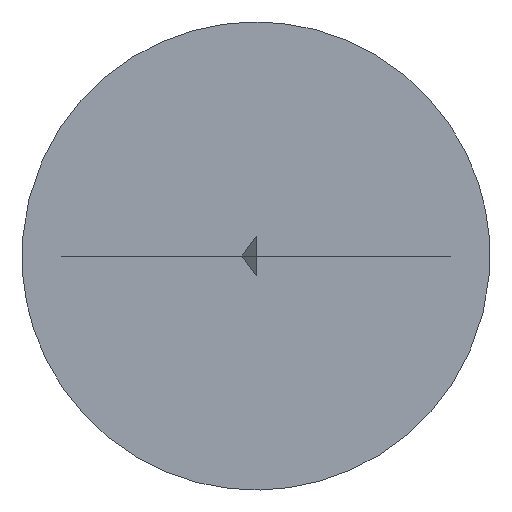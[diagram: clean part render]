
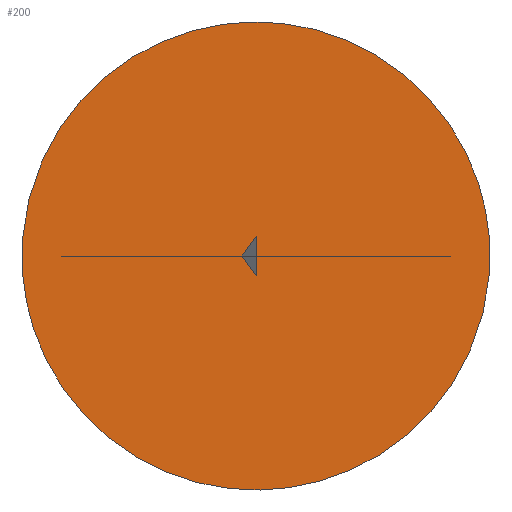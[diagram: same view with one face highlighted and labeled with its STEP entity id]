
A CAD part, front view. The second image highlights one B-rep face of the part: STEP entity #200.
In plain terms, the highlighted free-form (B-spline) face has degree [1, 1] with [2, 2] control points.
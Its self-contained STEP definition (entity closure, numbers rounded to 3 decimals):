
#200=ADVANCED_FACE('',(#303),#1331,.T.);
#303=FACE_OUTER_BOUND('',#406,.T.);
#406=EDGE_LOOP('',(#509,#510));
#509=ORIENTED_EDGE('',*,*,#915,.T.);
#510=ORIENTED_EDGE('',*,*,#919,.T.);
#915=EDGE_CURVE('',#1121,#1123,#1428,.T.);
#919=EDGE_CURVE('',#1123,#1121,#1430,.T.);
#1121=VERTEX_POINT('',#1747);
#1123=VERTEX_POINT('',#1749);
#1331=B_SPLINE_SURFACE_WITH_KNOTS('',1,1,((#1723,#1724),(#1725,#1726)),.UNSPECIFIED.,
.F.,.F.,.F.,(2,2),(2,2),(-1.063,91.063),(-49.863,
42.263),.UNSPECIFIED.);
#1428=(
BOUNDED_CURVE()
B_SPLINE_CURVE(2,(#1699,#1700,#1701,#1702,#1703),.UNSPECIFIED.,.F.,.F.)
B_SPLINE_CURVE_WITH_KNOTS((3,2,3),(0.,8.25,16.5),.UNSPECIFIED.)
CURVE()
GEOMETRIC_REPRESENTATION_ITEM()
RATIONAL_B_SPLINE_CURVE((1.,0.707,1.,0.707,1.))
REPRESENTATION_ITEM('')
);
#1430=(
BOUNDED_CURVE()
B_SPLINE_CURVE(2,(#1713,#1714,#1715,#1716,#1717),.UNSPECIFIED.,.F.,.F.)
B_SPLINE_CURVE_WITH_KNOTS((3,2,3),(16.5,24.75,33.),.UNSPECIFIED.)
CURVE()
GEOMETRIC_REPRESENTATION_ITEM()
RATIONAL_B_SPLINE_CURVE((1.,0.707,1.,0.707,1.))
REPRESENTATION_ITEM('')
);
#1699=CARTESIAN_POINT('',(22527.772,2640.339,-3.8));
#1700=CARTESIAN_POINT('',(22523.972,2640.339,41.2));
#1701=CARTESIAN_POINT('',(22568.972,2640.339,45.));
#1702=CARTESIAN_POINT('',(22613.972,2640.339,48.8));
#1703=CARTESIAN_POINT('',(22617.772,2640.339,3.8));
#1713=CARTESIAN_POINT('',(22617.772,2640.339,3.8));
#1714=CARTESIAN_POINT('',(22621.572,2640.339,-41.2));
#1715=CARTESIAN_POINT('',(22576.572,2640.339,-45.));
#1716=CARTESIAN_POINT('',(22531.572,2640.339,-48.8));
#1717=CARTESIAN_POINT('',(22527.772,2640.339,-3.8));
#1723=CARTESIAN_POINT('',(22526.709,2640.339,46.063));
#1724=CARTESIAN_POINT('',(22526.709,2640.339,-46.063));
#1725=CARTESIAN_POINT('',(22618.836,2640.339,46.063));
#1726=CARTESIAN_POINT('',(22618.836,2640.339,-46.063));
#1747=CARTESIAN_POINT('',(22527.772,2640.339,-3.8));
#1749=CARTESIAN_POINT('',(22617.772,2640.339,3.8));
